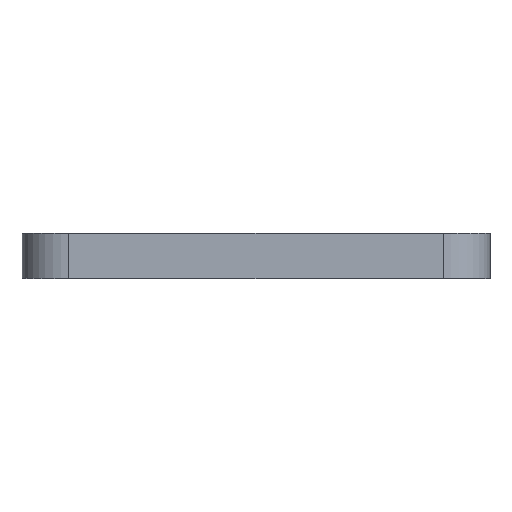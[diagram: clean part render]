
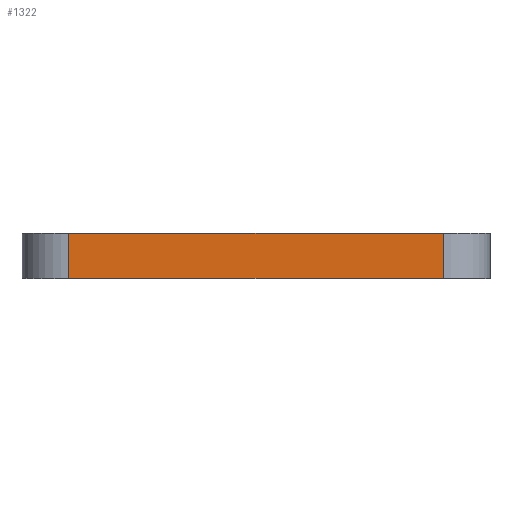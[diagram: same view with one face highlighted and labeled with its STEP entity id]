
A CAD part, top view. The second image highlights one B-rep face of the part: STEP entity #1322.
In plain terms, the highlighted planar face has unit normal (0, 0, 1).
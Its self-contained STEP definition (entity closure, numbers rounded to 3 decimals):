
#84 = VECTOR ( 'NONE', #1828, 1000. ) ;
#379 = EDGE_CURVE ( 'NONE', #2251, #965, #1790, .T. ) ;
#469 = EDGE_CURVE ( 'NONE', #1331, #904, #2032, .T. ) ;
#514 = EDGE_CURVE ( 'NONE', #904, #965, #2663, .T. ) ;
#584 = VECTOR ( 'NONE', #2054, 1000. ) ;
#684 = CARTESIAN_POINT ( 'NONE',  ( 36., 3.85, 0. ) ) ;
#691 = ORIENTED_EDGE ( 'NONE', *, *, #469, .T. ) ;
#700 = FACE_OUTER_BOUND ( 'NONE', #1953, .T. ) ;
#738 = CARTESIAN_POINT ( 'NONE',  ( 4., 0., 0. ) ) ;
#761 = VECTOR ( 'NONE', #1553, 1000. ) ;
#773 = CARTESIAN_POINT ( 'NONE',  ( 4., 0., 0. ) ) ;
#828 = ORIENTED_EDGE ( 'NONE', *, *, #2590, .F. ) ;
#844 = ORIENTED_EDGE ( 'NONE', *, *, #514, .T. ) ;
#855 = CARTESIAN_POINT ( 'NONE',  ( 36., 0., 0. ) ) ;
#904 = VERTEX_POINT ( 'NONE', #773 ) ;
#965 = VERTEX_POINT ( 'NONE', #855 ) ;
#972 = CARTESIAN_POINT ( 'NONE',  ( 4., 3.85, 0. ) ) ;
#1167 = AXIS2_PLACEMENT_3D ( 'NONE', #1968, #2195, #2360 ) ;
#1262 = VECTOR ( 'NONE', #1657, 1000. ) ;
#1322 = ADVANCED_FACE ( 'NONE', ( #700 ), #1501, .F. ) ;
#1331 = VERTEX_POINT ( 'NONE', #1986 ) ;
#1501 = PLANE ( 'NONE',  #1167 ) ;
#1553 = DIRECTION ( 'NONE',  ( 0., -1., 0. ) ) ;
#1657 = DIRECTION ( 'NONE',  ( 1., 0., 0. ) ) ;
#1790 = LINE ( 'NONE', #2201, #761 ) ;
#1828 = DIRECTION ( 'NONE',  ( 0., -1., 0. ) ) ;
#1953 = EDGE_LOOP ( 'NONE', ( #844, #2048, #828, #691 ) ) ;
#1968 = CARTESIAN_POINT ( 'NONE',  ( 4., 3.85, 0. ) ) ;
#1986 = CARTESIAN_POINT ( 'NONE',  ( 4., 3.85, 0. ) ) ;
#2032 = LINE ( 'NONE', #972, #84 ) ;
#2048 = ORIENTED_EDGE ( 'NONE', *, *, #379, .F. ) ;
#2054 = DIRECTION ( 'NONE',  ( 1., 0., 0. ) ) ;
#2094 = LINE ( 'NONE', #2724, #1262 ) ;
#2195 = DIRECTION ( 'NONE',  ( 0., 0., -1. ) ) ;
#2201 = CARTESIAN_POINT ( 'NONE',  ( 36., 3.85, 0. ) ) ;
#2251 = VERTEX_POINT ( 'NONE', #684 ) ;
#2360 = DIRECTION ( 'NONE',  ( -1., 0., 0. ) ) ;
#2590 = EDGE_CURVE ( 'NONE', #1331, #2251, #2094, .T. ) ;
#2663 = LINE ( 'NONE', #738, #584 ) ;
#2724 = CARTESIAN_POINT ( 'NONE',  ( 4., 3.85, 0. ) ) ;
